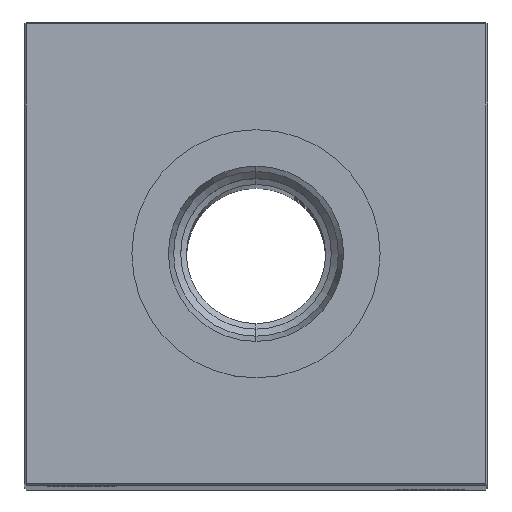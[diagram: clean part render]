
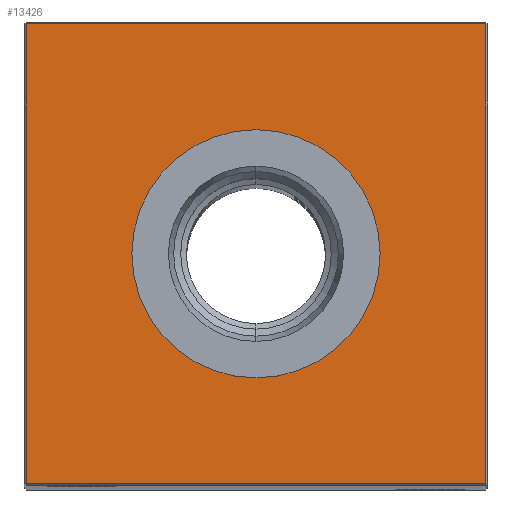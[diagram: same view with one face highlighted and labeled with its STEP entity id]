
A CAD part, top view. The second image highlights one B-rep face of the part: STEP entity #13426.
In plain terms, the highlighted planar face has unit normal (0, 0, 1).
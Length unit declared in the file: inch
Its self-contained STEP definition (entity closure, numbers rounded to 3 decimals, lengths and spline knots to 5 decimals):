
#334 = EDGE_CURVE ( 'NONE', #13789, #8316, #3154, .T. ) ;
#716 = VERTEX_POINT ( 'NONE', #13063 ) ;
#1341 = VERTEX_POINT ( 'NONE', #2849 ) ;
#1549 = CARTESIAN_POINT ( 'NONE',  ( -1.24, -1.24, 13.75 ) ) ;
#1891 = ORIENTED_EDGE ( 'NONE', *, *, #12678, .T. ) ;
#2604 = EDGE_LOOP ( 'NONE', ( #6078, #18088 ) ) ;
#2849 = CARTESIAN_POINT ( 'NONE',  ( 0., -0.66929, 13.75 ) ) ;
#3154 = LINE ( 'NONE', #4822, #26318 ) ;
#3420 = AXIS2_PLACEMENT_3D ( 'NONE', #18872, #6558, #14987 ) ;
#3826 = DIRECTION ( 'NONE',  ( 0., -1., 0. ) ) ;
#3993 = ORIENTED_EDGE ( 'NONE', *, *, #16736, .T. ) ;
#4371 = CARTESIAN_POINT ( 'NONE',  ( 0., 0., 13.75 ) ) ;
#4819 = CARTESIAN_POINT ( 'NONE',  ( 1.24, 1.24, 13.75 ) ) ;
#4822 = CARTESIAN_POINT ( 'NONE',  ( 0., 1.24, 13.75 ) ) ;
#5033 = EDGE_LOOP ( 'NONE', ( #1891, #3993, #13240, #9312 ) ) ;
#5807 = LINE ( 'NONE', #12282, #12248 ) ;
#6078 = ORIENTED_EDGE ( 'NONE', *, *, #26168, .T. ) ;
#6433 = LINE ( 'NONE', #22918, #10835 ) ;
#6434 = FACE_BOUND ( 'NONE', #2604, .T. ) ;
#6558 = DIRECTION ( 'NONE',  ( 0., 0., -1. ) ) ;
#7720 = DIRECTION ( 'NONE',  ( 0., 1., 0. ) ) ;
#8106 = PLANE ( 'NONE',  #19290 ) ;
#8316 = VERTEX_POINT ( 'NONE', #15375 ) ;
#8341 = VERTEX_POINT ( 'NONE', #1549 ) ;
#8624 = DIRECTION ( 'NONE',  ( 0., 0., -1. ) ) ;
#9124 = CIRCLE ( 'NONE', #3420, 0.66929 ) ;
#9312 = ORIENTED_EDGE ( 'NONE', *, *, #334, .T. ) ;
#9578 = CIRCLE ( 'NONE', #21509, 0.66929 ) ;
#10279 = LINE ( 'NONE', #16519, #20996 ) ;
#10835 = VECTOR ( 'NONE', #3826, 39.37008 ) ;
#12248 = VECTOR ( 'NONE', #7720, 39.37008 ) ;
#12282 = CARTESIAN_POINT ( 'NONE',  ( 1.24, 0., 13.75 ) ) ;
#12678 = EDGE_CURVE ( 'NONE', #8316, #8341, #6433, .T. ) ;
#12783 = DIRECTION ( 'NONE',  ( -1., 0., 0. ) ) ;
#13063 = CARTESIAN_POINT ( 'NONE',  ( 1.24, -1.24, 13.75 ) ) ;
#13240 = ORIENTED_EDGE ( 'NONE', *, *, #23871, .T. ) ;
#13426 = ADVANCED_FACE ( 'NONE', ( #27308, #6434 ), #8106, .F. ) ;
#13789 = VERTEX_POINT ( 'NONE', #4819 ) ;
#14718 = DIRECTION ( 'NONE',  ( -1., 0., 0. ) ) ;
#14987 = DIRECTION ( 'NONE',  ( -1., 0., 0. ) ) ;
#15375 = CARTESIAN_POINT ( 'NONE',  ( -1.24, 1.24, 13.75 ) ) ;
#16106 = DIRECTION ( 'NONE',  ( 1., 0., 0. ) ) ;
#16519 = CARTESIAN_POINT ( 'NONE',  ( 0., -1.24, 13.75 ) ) ;
#16736 = EDGE_CURVE ( 'NONE', #8341, #716, #10279, .T. ) ;
#18088 = ORIENTED_EDGE ( 'NONE', *, *, #26117, .T. ) ;
#18872 = CARTESIAN_POINT ( 'NONE',  ( 0., 0., 13.75 ) ) ;
#19290 = AXIS2_PLACEMENT_3D ( 'NONE', #4371, #24976, #12783 ) ;
#19379 = CARTESIAN_POINT ( 'NONE',  ( 0., 0.66929, 13.75 ) ) ;
#20996 = VECTOR ( 'NONE', #16106, 39.37008 ) ;
#21509 = AXIS2_PLACEMENT_3D ( 'NONE', #25233, #8624, #14718 ) ;
#22918 = CARTESIAN_POINT ( 'NONE',  ( -1.24, 0., 13.75 ) ) ;
#23871 = EDGE_CURVE ( 'NONE', #716, #13789, #5807, .T. ) ;
#24194 = VERTEX_POINT ( 'NONE', #19379 ) ;
#24976 = DIRECTION ( 'NONE',  ( 0., 0., -1. ) ) ;
#25233 = CARTESIAN_POINT ( 'NONE',  ( 0., 0., 13.75 ) ) ;
#25816 = DIRECTION ( 'NONE',  ( -1., 0., 0. ) ) ;
#26117 = EDGE_CURVE ( 'NONE', #1341, #24194, #9578, .T. ) ;
#26168 = EDGE_CURVE ( 'NONE', #24194, #1341, #9124, .T. ) ;
#26318 = VECTOR ( 'NONE', #25816, 39.37008 ) ;
#27308 = FACE_OUTER_BOUND ( 'NONE', #5033, .T. ) ;
